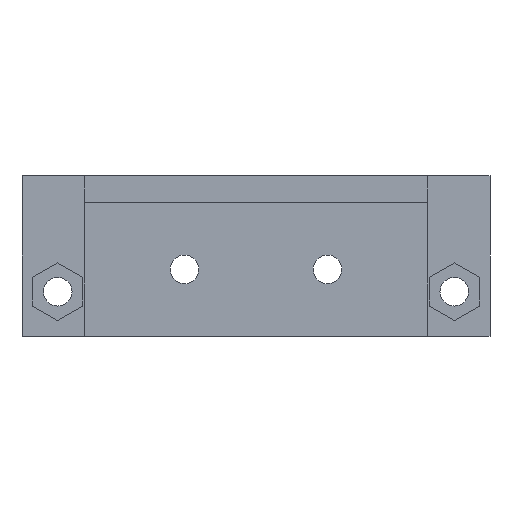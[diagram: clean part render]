
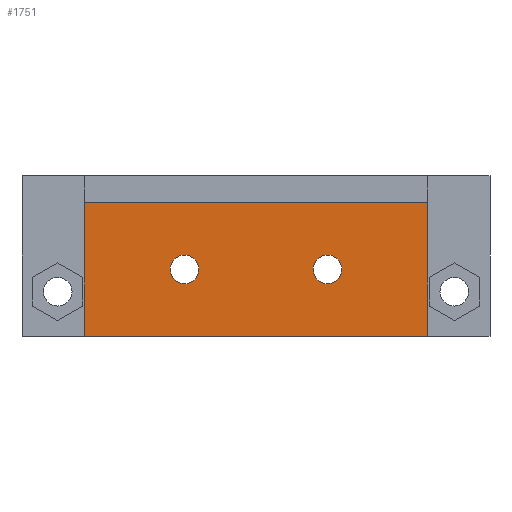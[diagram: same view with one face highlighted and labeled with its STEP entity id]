
A CAD part, front view. The second image highlights one B-rep face of the part: STEP entity #1751.
In plain terms, the highlighted planar face has unit normal (0, -1, 0).
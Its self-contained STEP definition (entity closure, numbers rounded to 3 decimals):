
#126 = PLANE('',#127);
#127 = AXIS2_PLACEMENT_3D('',#128,#129,#130);
#128 = CARTESIAN_POINT('',(0.,-12.607,0.));
#129 = DIRECTION('',(-0.,-0.,-1.));
#130 = DIRECTION('',(-1.,0.,0.));
#944 = VERTEX_POINT('',#945);
#945 = CARTESIAN_POINT('',(19.2,-21.,0.));
#959 = PLANE('',#960);
#960 = AXIS2_PLACEMENT_3D('',#961,#962,#963);
#961 = CARTESIAN_POINT('',(19.2,0.,0.));
#962 = DIRECTION('',(1.,0.,0.));
#963 = DIRECTION('',(0.,-1.,0.));
#971 = EDGE_CURVE('',#972,#944,#974,.T.);
#972 = VERTEX_POINT('',#973);
#973 = CARTESIAN_POINT('',(-19.2,-21.,0.));
#974 = SURFACE_CURVE('',#975,(#979,#986),.PCURVE_S1.);
#975 = LINE('',#976,#977);
#976 = CARTESIAN_POINT('',(-19.2,-21.,0.));
#977 = VECTOR('',#978,1.);
#978 = DIRECTION('',(1.,0.,0.));
#979 = PCURVE('',#126,#980);
#980 = DEFINITIONAL_REPRESENTATION('',(#981),#985);
#981 = LINE('',#982,#983);
#982 = CARTESIAN_POINT('',(19.2,-8.393));
#983 = VECTOR('',#984,1.);
#984 = DIRECTION('',(-1.,0.));
#985 = ( GEOMETRIC_REPRESENTATION_CONTEXT(2) 
PARAMETRIC_REPRESENTATION_CONTEXT() REPRESENTATION_CONTEXT('2D SPACE',''
  ) );
#986 = PCURVE('',#987,#992);
#987 = PLANE('',#988);
#988 = AXIS2_PLACEMENT_3D('',#989,#990,#991);
#989 = CARTESIAN_POINT('',(-19.2,-21.,0.));
#990 = DIRECTION('',(0.,1.,0.));
#991 = DIRECTION('',(1.,0.,0.));
#992 = DEFINITIONAL_REPRESENTATION('',(#993),#997);
#993 = LINE('',#994,#995);
#994 = CARTESIAN_POINT('',(0.,0.));
#995 = VECTOR('',#996,1.);
#996 = DIRECTION('',(1.,0.));
#997 = ( GEOMETRIC_REPRESENTATION_CONTEXT(2) 
PARAMETRIC_REPRESENTATION_CONTEXT() REPRESENTATION_CONTEXT('2D SPACE',''
  ) );
#1015 = PLANE('',#1016);
#1016 = AXIS2_PLACEMENT_3D('',#1017,#1018,#1019);
#1017 = CARTESIAN_POINT('',(-19.2,0.,0.));
#1018 = DIRECTION('',(1.,0.,0.));
#1019 = DIRECTION('',(0.,-1.,0.));
#1704 = VERTEX_POINT('',#1705);
#1705 = CARTESIAN_POINT('',(19.2,-21.,15.));
#1731 = EDGE_CURVE('',#944,#1704,#1732,.T.);
#1732 = SURFACE_CURVE('',#1733,(#1737,#1744),.PCURVE_S1.);
#1733 = LINE('',#1734,#1735);
#1734 = CARTESIAN_POINT('',(19.2,-21.,0.));
#1735 = VECTOR('',#1736,1.);
#1736 = DIRECTION('',(0.,0.,1.));
#1737 = PCURVE('',#959,#1738);
#1738 = DEFINITIONAL_REPRESENTATION('',(#1739),#1743);
#1739 = LINE('',#1740,#1741);
#1740 = CARTESIAN_POINT('',(21.,0.));
#1741 = VECTOR('',#1742,1.);
#1742 = DIRECTION('',(0.,-1.));
#1743 = ( GEOMETRIC_REPRESENTATION_CONTEXT(2) 
PARAMETRIC_REPRESENTATION_CONTEXT() REPRESENTATION_CONTEXT('2D SPACE',''
  ) );
#1744 = PCURVE('',#987,#1745);
#1745 = DEFINITIONAL_REPRESENTATION('',(#1746),#1750);
#1746 = LINE('',#1747,#1748);
#1747 = CARTESIAN_POINT('',(38.4,0.));
#1748 = VECTOR('',#1749,1.);
#1749 = DIRECTION('',(0.,-1.));
#1750 = ( GEOMETRIC_REPRESENTATION_CONTEXT(2) 
PARAMETRIC_REPRESENTATION_CONTEXT() REPRESENTATION_CONTEXT('2D SPACE',''
  ) );
#1751 = ADVANCED_FACE('',(#1752,#1805,#1840),#987,.F.);
#1752 = FACE_BOUND('',#1753,.F.);
#1753 = EDGE_LOOP('',(#1754,#1777,#1803,#1804));
#1754 = ORIENTED_EDGE('',*,*,#1755,.T.);
#1755 = EDGE_CURVE('',#972,#1756,#1758,.T.);
#1756 = VERTEX_POINT('',#1757);
#1757 = CARTESIAN_POINT('',(-19.2,-21.,15.));
#1758 = SURFACE_CURVE('',#1759,(#1763,#1770),.PCURVE_S1.);
#1759 = LINE('',#1760,#1761);
#1760 = CARTESIAN_POINT('',(-19.2,-21.,0.));
#1761 = VECTOR('',#1762,1.);
#1762 = DIRECTION('',(0.,0.,1.));
#1763 = PCURVE('',#987,#1764);
#1764 = DEFINITIONAL_REPRESENTATION('',(#1765),#1769);
#1765 = LINE('',#1766,#1767);
#1766 = CARTESIAN_POINT('',(0.,0.));
#1767 = VECTOR('',#1768,1.);
#1768 = DIRECTION('',(0.,-1.));
#1769 = ( GEOMETRIC_REPRESENTATION_CONTEXT(2) 
PARAMETRIC_REPRESENTATION_CONTEXT() REPRESENTATION_CONTEXT('2D SPACE',''
  ) );
#1770 = PCURVE('',#1015,#1771);
#1771 = DEFINITIONAL_REPRESENTATION('',(#1772),#1776);
#1772 = LINE('',#1773,#1774);
#1773 = CARTESIAN_POINT('',(21.,0.));
#1774 = VECTOR('',#1775,1.);
#1775 = DIRECTION('',(0.,-1.));
#1776 = ( GEOMETRIC_REPRESENTATION_CONTEXT(2) 
PARAMETRIC_REPRESENTATION_CONTEXT() REPRESENTATION_CONTEXT('2D SPACE',''
  ) );
#1777 = ORIENTED_EDGE('',*,*,#1778,.T.);
#1778 = EDGE_CURVE('',#1756,#1704,#1779,.T.);
#1779 = SURFACE_CURVE('',#1780,(#1784,#1791),.PCURVE_S1.);
#1780 = LINE('',#1781,#1782);
#1781 = CARTESIAN_POINT('',(-19.2,-21.,15.));
#1782 = VECTOR('',#1783,1.);
#1783 = DIRECTION('',(1.,0.,0.));
#1784 = PCURVE('',#987,#1785);
#1785 = DEFINITIONAL_REPRESENTATION('',(#1786),#1790);
#1786 = LINE('',#1787,#1788);
#1787 = CARTESIAN_POINT('',(0.,-15.));
#1788 = VECTOR('',#1789,1.);
#1789 = DIRECTION('',(1.,0.));
#1790 = ( GEOMETRIC_REPRESENTATION_CONTEXT(2) 
PARAMETRIC_REPRESENTATION_CONTEXT() REPRESENTATION_CONTEXT('2D SPACE',''
  ) );
#1791 = PCURVE('',#1792,#1797);
#1792 = PLANE('',#1793);
#1793 = AXIS2_PLACEMENT_3D('',#1794,#1795,#1796);
#1794 = CARTESIAN_POINT('',(-19.2,-21.,15.));
#1795 = DIRECTION('',(0.,1.,0.));
#1796 = DIRECTION('',(1.,0.,0.));
#1797 = DEFINITIONAL_REPRESENTATION('',(#1798),#1802);
#1798 = LINE('',#1799,#1800);
#1799 = CARTESIAN_POINT('',(0.,0.));
#1800 = VECTOR('',#1801,1.);
#1801 = DIRECTION('',(1.,0.));
#1802 = ( GEOMETRIC_REPRESENTATION_CONTEXT(2) 
PARAMETRIC_REPRESENTATION_CONTEXT() REPRESENTATION_CONTEXT('2D SPACE',''
  ) );
#1803 = ORIENTED_EDGE('',*,*,#1731,.F.);
#1804 = ORIENTED_EDGE('',*,*,#971,.F.);
#1805 = FACE_BOUND('',#1806,.F.);
#1806 = EDGE_LOOP('',(#1807));
#1807 = ORIENTED_EDGE('',*,*,#1808,.T.);
#1808 = EDGE_CURVE('',#1809,#1809,#1811,.T.);
#1809 = VERTEX_POINT('',#1810);
#1810 = CARTESIAN_POINT('',(9.6,-21.,7.5));
#1811 = SURFACE_CURVE('',#1812,(#1817,#1828),.PCURVE_S1.);
#1812 = CIRCLE('',#1813,1.6);
#1813 = AXIS2_PLACEMENT_3D('',#1814,#1815,#1816);
#1814 = CARTESIAN_POINT('',(8.,-21.,7.5));
#1815 = DIRECTION('',(0.,-1.,0.));
#1816 = DIRECTION('',(1.,0.,0.));
#1817 = PCURVE('',#987,#1818);
#1818 = DEFINITIONAL_REPRESENTATION('',(#1819),#1827);
#1819 = ( BOUNDED_CURVE() B_SPLINE_CURVE(2,(#1820,#1821,#1822,#1823,
#1824,#1825,#1826),.UNSPECIFIED.,.T.,.F.) B_SPLINE_CURVE_WITH_KNOTS((1,2
    ,2,2,2,1),(-2.094,0.,2.094,4.189,
6.283,8.378),.UNSPECIFIED.) CURVE() 
GEOMETRIC_REPRESENTATION_ITEM() RATIONAL_B_SPLINE_CURVE((1.,0.5,1.,0.5,
1.,0.5,1.)) REPRESENTATION_ITEM('') );
#1820 = CARTESIAN_POINT('',(28.8,-7.5));
#1821 = CARTESIAN_POINT('',(28.8,-10.271));
#1822 = CARTESIAN_POINT('',(26.4,-8.886));
#1823 = CARTESIAN_POINT('',(24.,-7.5));
#1824 = CARTESIAN_POINT('',(26.4,-6.114));
#1825 = CARTESIAN_POINT('',(28.8,-4.729));
#1826 = CARTESIAN_POINT('',(28.8,-7.5));
#1827 = ( GEOMETRIC_REPRESENTATION_CONTEXT(2) 
PARAMETRIC_REPRESENTATION_CONTEXT() REPRESENTATION_CONTEXT('2D SPACE',''
  ) );
#1828 = PCURVE('',#1829,#1834);
#1829 = CYLINDRICAL_SURFACE('',#1830,1.6);
#1830 = AXIS2_PLACEMENT_3D('',#1831,#1832,#1833);
#1831 = CARTESIAN_POINT('',(8.,-21.,7.5));
#1832 = DIRECTION('',(0.,-1.,0.));
#1833 = DIRECTION('',(1.,0.,0.));
#1834 = DEFINITIONAL_REPRESENTATION('',(#1835),#1839);
#1835 = LINE('',#1836,#1837);
#1836 = CARTESIAN_POINT('',(0.,0.));
#1837 = VECTOR('',#1838,1.);
#1838 = DIRECTION('',(1.,0.));
#1839 = ( GEOMETRIC_REPRESENTATION_CONTEXT(2) 
PARAMETRIC_REPRESENTATION_CONTEXT() REPRESENTATION_CONTEXT('2D SPACE',''
  ) );
#1840 = FACE_BOUND('',#1841,.F.);
#1841 = EDGE_LOOP('',(#1842));
#1842 = ORIENTED_EDGE('',*,*,#1843,.T.);
#1843 = EDGE_CURVE('',#1844,#1844,#1846,.T.);
#1844 = VERTEX_POINT('',#1845);
#1845 = CARTESIAN_POINT('',(-6.4,-21.,7.5));
#1846 = SURFACE_CURVE('',#1847,(#1852,#1863),.PCURVE_S1.);
#1847 = CIRCLE('',#1848,1.6);
#1848 = AXIS2_PLACEMENT_3D('',#1849,#1850,#1851);
#1849 = CARTESIAN_POINT('',(-8.,-21.,7.5));
#1850 = DIRECTION('',(0.,-1.,0.));
#1851 = DIRECTION('',(1.,0.,0.));
#1852 = PCURVE('',#987,#1853);
#1853 = DEFINITIONAL_REPRESENTATION('',(#1854),#1862);
#1854 = ( BOUNDED_CURVE() B_SPLINE_CURVE(2,(#1855,#1856,#1857,#1858,
#1859,#1860,#1861),.UNSPECIFIED.,.T.,.F.) B_SPLINE_CURVE_WITH_KNOTS((1,2
    ,2,2,2,1),(-2.094,0.,2.094,4.189,
6.283,8.378),.UNSPECIFIED.) CURVE() 
GEOMETRIC_REPRESENTATION_ITEM() RATIONAL_B_SPLINE_CURVE((1.,0.5,1.,0.5,
1.,0.5,1.)) REPRESENTATION_ITEM('') );
#1855 = CARTESIAN_POINT('',(12.8,-7.5));
#1856 = CARTESIAN_POINT('',(12.8,-10.271));
#1857 = CARTESIAN_POINT('',(10.4,-8.886));
#1858 = CARTESIAN_POINT('',(8.,-7.5));
#1859 = CARTESIAN_POINT('',(10.4,-6.114));
#1860 = CARTESIAN_POINT('',(12.8,-4.729));
#1861 = CARTESIAN_POINT('',(12.8,-7.5));
#1862 = ( GEOMETRIC_REPRESENTATION_CONTEXT(2) 
PARAMETRIC_REPRESENTATION_CONTEXT() REPRESENTATION_CONTEXT('2D SPACE',''
  ) );
#1863 = PCURVE('',#1864,#1869);
#1864 = CYLINDRICAL_SURFACE('',#1865,1.6);
#1865 = AXIS2_PLACEMENT_3D('',#1866,#1867,#1868);
#1866 = CARTESIAN_POINT('',(-8.,-21.,7.5));
#1867 = DIRECTION('',(0.,-1.,0.));
#1868 = DIRECTION('',(1.,0.,0.));
#1869 = DEFINITIONAL_REPRESENTATION('',(#1870),#1874);
#1870 = LINE('',#1871,#1872);
#1871 = CARTESIAN_POINT('',(0.,0.));
#1872 = VECTOR('',#1873,1.);
#1873 = DIRECTION('',(1.,0.));
#1874 = ( GEOMETRIC_REPRESENTATION_CONTEXT(2) 
PARAMETRIC_REPRESENTATION_CONTEXT() REPRESENTATION_CONTEXT('2D SPACE',''
  ) );
